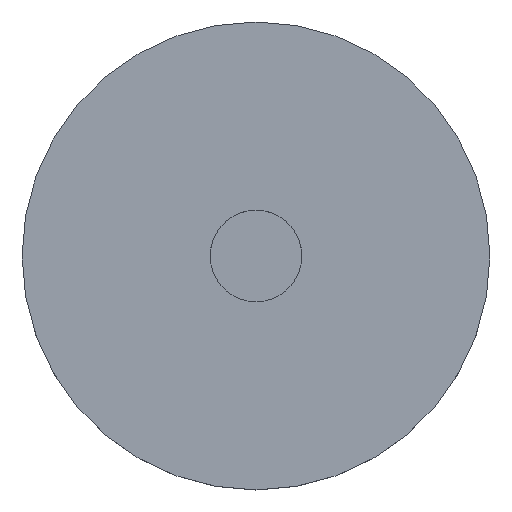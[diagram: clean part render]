
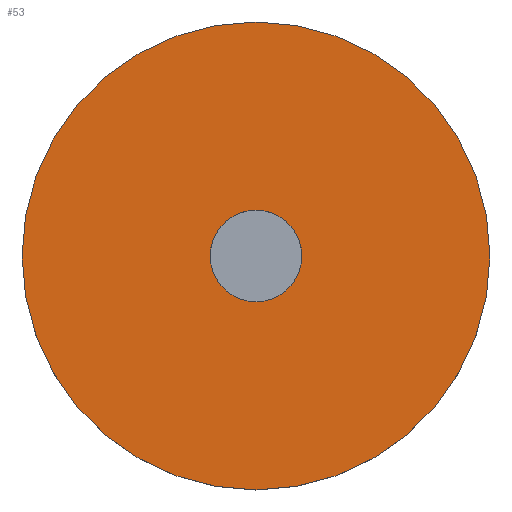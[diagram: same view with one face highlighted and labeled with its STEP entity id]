
A CAD part, top view. The second image highlights one B-rep face of the part: STEP entity #53.
In plain terms, the highlighted planar face has unit normal (0, 0, 1).
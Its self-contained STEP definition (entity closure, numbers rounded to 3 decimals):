
#53=ADVANCED_FACE('',(#65,#67),#69,.T.);
#65=FACE_BOUND('',#66,.T.);
#66=EDGE_LOOP('',(#173));
#67=FACE_BOUND('',#68,.T.);
#68=EDGE_LOOP('',(#174));
#69=PLANE('',#70);
#70=AXIS2_PLACEMENT_3D('',#71,#72,#73);
#71=CARTESIAN_POINT('',(0.,0.,8.1));
#72=DIRECTION('',(0.,0.,1.));
#73=DIRECTION('',(0.,1.,0.));
#173=ORIENTED_EDGE('',*,*,#201,.T.);
#174=ORIENTED_EDGE('',*,*,#202,.T.);
#201=EDGE_CURVE('',#215,#215,#216,.T.);
#202=EDGE_CURVE('',#217,#217,#218,.F.);
#215=VERTEX_POINT('',#243);
#216=CIRCLE('',#244,12.5);
#217=VERTEX_POINT('',#248);
#218=CIRCLE('',#249,2.45);
#243=CARTESIAN_POINT('',(0.,12.5,8.1));
#244=AXIS2_PLACEMENT_3D('',#245,#246,#247);
#245=CARTESIAN_POINT('',(0.,0.,8.1));
#246=DIRECTION('',(0.,0.,1.));
#247=DIRECTION('',(0.,1.,0.));
#248=CARTESIAN_POINT('',(0.,2.45,8.1));
#249=AXIS2_PLACEMENT_3D('',#250,#251,#252);
#250=CARTESIAN_POINT('',(0.,0.,8.1));
#251=DIRECTION('',(0.,0.,1.));
#252=DIRECTION('',(0.,1.,0.));
